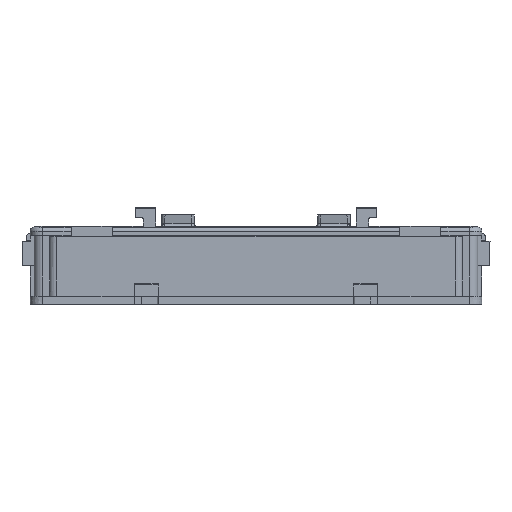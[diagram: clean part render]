
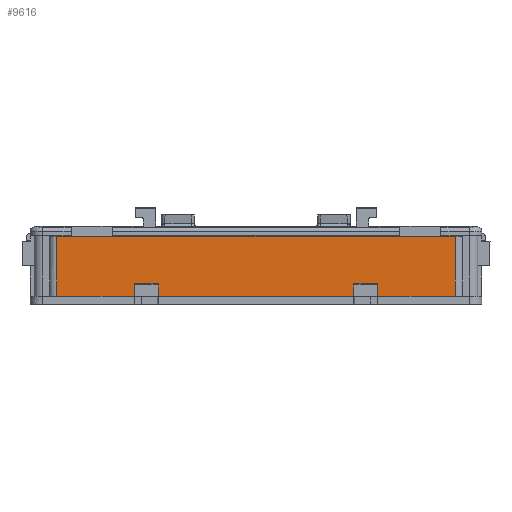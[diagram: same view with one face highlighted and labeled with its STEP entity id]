
A CAD part, front view. The second image highlights one B-rep face of the part: STEP entity #9616.
In plain terms, the highlighted planar face has unit normal (0, -1, 0.009).
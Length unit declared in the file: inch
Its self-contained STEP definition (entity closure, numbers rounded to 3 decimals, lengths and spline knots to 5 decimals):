
#165 = EDGE_CURVE ( 'NONE', #8357, #8403, #6071, .T. ) ;
#300 = CARTESIAN_POINT ( 'NONE',  ( 0.58302, -0.80743, 0.03937 ) ) ;
#324 = VECTOR ( 'NONE', #10150, 39.37008 ) ;
#414 = AXIS2_PLACEMENT_3D ( 'NONE', #10794, #3041, #9799 ) ;
#891 = VECTOR ( 'NONE', #9907, 39.37008 ) ;
#1050 = CARTESIAN_POINT ( 'NONE',  ( -0.46856, -0.80743, 0.03937 ) ) ;
#1143 = CARTESIAN_POINT ( 'NONE',  ( 0.95605, -0.80743, 0.03937 ) ) ;
#1192 = CARTESIAN_POINT ( 'NONE',  ( 0.95605, -0.80492, 0.32677 ) ) ;
#1535 = ORIENTED_EDGE ( 'NONE', *, *, #10842, .F. ) ;
#1628 = VECTOR ( 'NONE', #7617, 39.37008 ) ;
#1758 = VERTEX_POINT ( 'NONE', #1050 ) ;
#1785 = VERTEX_POINT ( 'NONE', #10755 ) ;
#1826 = VECTOR ( 'NONE', #8896, 39.37008 ) ;
#1853 = DIRECTION ( 'NONE',  ( 1., 0., 0. ) ) ;
#2347 = ORIENTED_EDGE ( 'NONE', *, *, #7360, .F. ) ;
#2373 = DIRECTION ( 'NONE',  ( 0., 0.009, 1. ) ) ;
#2677 = CARTESIAN_POINT ( 'NONE',  ( -0.95605, -0.80743, 0.03937 ) ) ;
#2702 = VERTEX_POINT ( 'NONE', #8330 ) ;
#2709 = DIRECTION ( 'NONE',  ( -1., 0., 0. ) ) ;
#2773 = ORIENTED_EDGE ( 'NONE', *, *, #6675, .T. ) ;
#2840 = ORIENTED_EDGE ( 'NONE', *, *, #12177, .T. ) ;
#3002 = VECTOR ( 'NONE', #2373, 39.37008 ) ;
#3041 = DIRECTION ( 'NONE',  ( 0., -1., 0.009 ) ) ;
#3048 = EDGE_CURVE ( 'NONE', #8357, #10046, #4840, .T. ) ;
#3264 = CARTESIAN_POINT ( 'NONE',  ( -0.46856, -0.80743, 0.03937 ) ) ;
#3277 = ORIENTED_EDGE ( 'NONE', *, *, #10455, .T. ) ;
#3674 = VERTEX_POINT ( 'NONE', #10454 ) ;
#3761 = DIRECTION ( 'NONE',  ( -1., 0., 0. ) ) ;
#3894 = CARTESIAN_POINT ( 'NONE',  ( -1.02362, -0.80743, 0.03937 ) ) ;
#4039 = VECTOR ( 'NONE', #7007, 39.37008 ) ;
#4083 = DIRECTION ( 'NONE',  ( -1., 0., 0. ) ) ;
#4093 = CARTESIAN_POINT ( 'NONE',  ( -0.95605, -0.80692, 0.09837 ) ) ;
#4216 = LINE ( 'NONE', #9138, #4039 ) ;
#4604 = EDGE_CURVE ( 'NONE', #11358, #5366, #5560, .T. ) ;
#4824 = VECTOR ( 'NONE', #3761, 39.37008 ) ;
#4840 = LINE ( 'NONE', #3894, #6369 ) ;
#4981 = CARTESIAN_POINT ( 'NONE',  ( 0.58302, -0.80743, 0.03937 ) ) ;
#5088 = VECTOR ( 'NONE', #11534, 39.37008 ) ;
#5366 = VERTEX_POINT ( 'NONE', #7166 ) ;
#5560 = LINE ( 'NONE', #10213, #324 ) ;
#5798 = CARTESIAN_POINT ( 'NONE',  ( 0.46856, -0.80692, 0.09837 ) ) ;
#5835 = LINE ( 'NONE', #10491, #11051 ) ;
#5994 = EDGE_CURVE ( 'NONE', #1758, #3674, #9953, .T. ) ;
#6026 = CARTESIAN_POINT ( 'NONE',  ( -0.58301, -0.80692, 0.09837 ) ) ;
#6071 = LINE ( 'NONE', #1143, #891 ) ;
#6193 = ORIENTED_EDGE ( 'NONE', *, *, #4604, .F. ) ;
#6284 = EDGE_CURVE ( 'NONE', #8403, #8096, #8750, .T. ) ;
#6369 = VECTOR ( 'NONE', #4083, 39.37008 ) ;
#6496 = VECTOR ( 'NONE', #11314, 39.37008 ) ;
#6618 = CARTESIAN_POINT ( 'NONE',  ( 0.46856, -0.80692, 0.09837 ) ) ;
#6675 = EDGE_CURVE ( 'NONE', #11358, #3674, #5835, .T. ) ;
#6692 = EDGE_LOOP ( 'NONE', ( #6193, #2773, #7552, #1535, #7856, #2840, #7785, #11347, #12230, #7711, #3277, #2347 ) ) ;
#6864 = LINE ( 'NONE', #5798, #1628 ) ;
#6960 = FACE_OUTER_BOUND ( 'NONE', #6692, .T. ) ;
#7007 = DIRECTION ( 'NONE',  ( -1., 0., 0. ) ) ;
#7166 = CARTESIAN_POINT ( 'NONE',  ( -0.58302, -0.80743, 0.03937 ) ) ;
#7360 = EDGE_CURVE ( 'NONE', #5366, #2702, #4216, .T. ) ;
#7552 = ORIENTED_EDGE ( 'NONE', *, *, #5994, .F. ) ;
#7617 = DIRECTION ( 'NONE',  ( 0., -0.009, -1. ) ) ;
#7634 = CARTESIAN_POINT ( 'NONE',  ( 0.95605, -0.80743, 0.03937 ) ) ;
#7696 = EDGE_CURVE ( 'NONE', #12467, #1785, #6864, .T. ) ;
#7711 = ORIENTED_EDGE ( 'NONE', *, *, #6284, .T. ) ;
#7785 = ORIENTED_EDGE ( 'NONE', *, *, #10992, .F. ) ;
#7856 = ORIENTED_EDGE ( 'NONE', *, *, #7696, .F. ) ;
#8096 = VERTEX_POINT ( 'NONE', #11695 ) ;
#8330 = CARTESIAN_POINT ( 'NONE',  ( -0.95605, -0.80743, 0.03937 ) ) ;
#8357 = VERTEX_POINT ( 'NONE', #7634 ) ;
#8363 = LINE ( 'NONE', #2677, #6496 ) ;
#8403 = VERTEX_POINT ( 'NONE', #1192 ) ;
#8561 = CARTESIAN_POINT ( 'NONE',  ( -0.95605, -0.80492, 0.32677 ) ) ;
#8750 = LINE ( 'NONE', #8561, #4824 ) ;
#8857 = PLANE ( 'NONE',  #414 ) ;
#8896 = DIRECTION ( 'NONE',  ( 1., 0., 0. ) ) ;
#9138 = CARTESIAN_POINT ( 'NONE',  ( -1.02362, -0.80743, 0.03937 ) ) ;
#9459 = LINE ( 'NONE', #12232, #10508 ) ;
#9616 = ADVANCED_FACE ( 'Defeature ausgef�hrt1_164', ( #6960 ), #8857, .T. ) ;
#9617 = CARTESIAN_POINT ( 'NONE',  ( 0.58301, -0.80692, 0.09837 ) ) ;
#9713 = LINE ( 'NONE', #4981, #5088 ) ;
#9799 = DIRECTION ( 'NONE',  ( 0., -0.009, -1. ) ) ;
#9907 = DIRECTION ( 'NONE',  ( 0., 0.009, 1. ) ) ;
#9953 = LINE ( 'NONE', #3264, #3002 ) ;
#10046 = VERTEX_POINT ( 'NONE', #300 ) ;
#10150 = DIRECTION ( 'NONE',  ( 0., -0.009, -1. ) ) ;
#10213 = CARTESIAN_POINT ( 'NONE',  ( -0.58301, -0.80692, 0.09837 ) ) ;
#10454 = CARTESIAN_POINT ( 'NONE',  ( -0.46856, -0.80692, 0.09837 ) ) ;
#10455 = EDGE_CURVE ( 'NONE', #8096, #2702, #8363, .T. ) ;
#10491 = CARTESIAN_POINT ( 'NONE',  ( -0.95605, -0.80692, 0.09837 ) ) ;
#10508 = VECTOR ( 'NONE', #2709, 39.37008 ) ;
#10590 = LINE ( 'NONE', #4093, #1826 ) ;
#10755 = CARTESIAN_POINT ( 'NONE',  ( 0.46856, -0.80743, 0.03937 ) ) ;
#10794 = CARTESIAN_POINT ( 'NONE',  ( -0.95605, -0.80743, 0.03937 ) ) ;
#10842 = EDGE_CURVE ( 'NONE', #1785, #1758, #9459, .T. ) ;
#10992 = EDGE_CURVE ( 'NONE', #10046, #11217, #9713, .T. ) ;
#11051 = VECTOR ( 'NONE', #1853, 39.37008 ) ;
#11217 = VERTEX_POINT ( 'NONE', #9617 ) ;
#11314 = DIRECTION ( 'NONE',  ( 0., -0.009, -1. ) ) ;
#11347 = ORIENTED_EDGE ( 'NONE', *, *, #3048, .F. ) ;
#11358 = VERTEX_POINT ( 'NONE', #6026 ) ;
#11534 = DIRECTION ( 'NONE',  ( 0., 0.009, 1. ) ) ;
#11695 = CARTESIAN_POINT ( 'NONE',  ( -0.95605, -0.80492, 0.32677 ) ) ;
#12177 = EDGE_CURVE ( 'NONE', #12467, #11217, #10590, .T. ) ;
#12230 = ORIENTED_EDGE ( 'NONE', *, *, #165, .T. ) ;
#12232 = CARTESIAN_POINT ( 'NONE',  ( -1.02362, -0.80743, 0.03937 ) ) ;
#12467 = VERTEX_POINT ( 'NONE', #6618 ) ;
